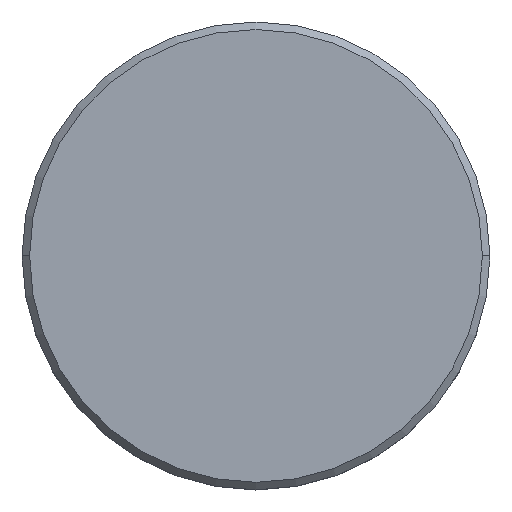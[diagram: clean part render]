
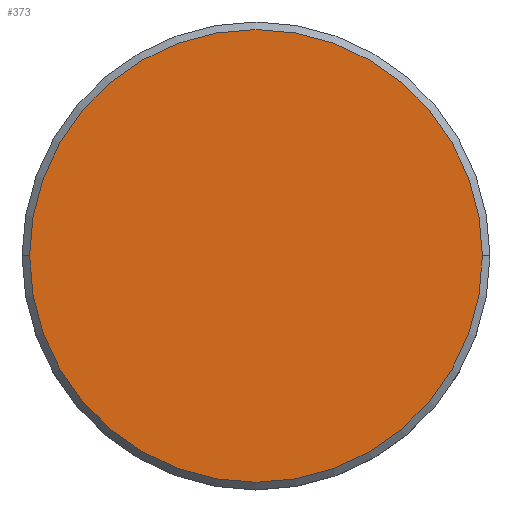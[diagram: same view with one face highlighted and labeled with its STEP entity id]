
A CAD part, top view. The second image highlights one B-rep face of the part: STEP entity #373.
In plain terms, the highlighted planar face has unit normal (0, 0, 1).
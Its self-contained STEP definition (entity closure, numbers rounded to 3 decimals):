
#69 = VERTEX_POINT ( 'NONE', #88 ) ;
#88 = CARTESIAN_POINT ( 'NONE',  ( -15., 0., 0. ) ) ;
#162 = DIRECTION ( 'NONE',  ( 0., 0., 1. ) ) ;
#261 = CARTESIAN_POINT ( 'NONE',  ( 0., 0., 0. ) ) ;
#310 = PLANE ( 'NONE',  #395 ) ;
#339 = EDGE_CURVE ( 'NONE', #69, #457, #527, .T. ) ;
#351 = EDGE_LOOP ( 'NONE', ( #637, #560 ) ) ;
#373 = ADVANCED_FACE ( 'NONE', ( #495 ), #310, .T. ) ;
#393 = DIRECTION ( 'NONE',  ( 0., 0., 1. ) ) ;
#395 = AXIS2_PLACEMENT_3D ( 'NONE', #479, #393, #1053 ) ;
#457 = VERTEX_POINT ( 'NONE', #808 ) ;
#479 = CARTESIAN_POINT ( 'NONE',  ( 0., 0., 0. ) ) ;
#495 = FACE_OUTER_BOUND ( 'NONE', #351, .T. ) ;
#527 = CIRCLE ( 'NONE', #1029, 15. ) ;
#559 = EDGE_CURVE ( 'NONE', #457, #69, #1141, .T. ) ;
#560 = ORIENTED_EDGE ( 'NONE', *, *, #559, .T. ) ;
#595 = CARTESIAN_POINT ( 'NONE',  ( 0., 0., 0. ) ) ;
#631 = AXIS2_PLACEMENT_3D ( 'NONE', #261, #162, #903 ) ;
#637 = ORIENTED_EDGE ( 'NONE', *, *, #339, .T. ) ;
#808 = CARTESIAN_POINT ( 'NONE',  ( 15., 0., 0. ) ) ;
#876 = DIRECTION ( 'NONE',  ( 0., 0., 1. ) ) ;
#903 = DIRECTION ( 'NONE',  ( 1., 0., 0. ) ) ;
#1029 = AXIS2_PLACEMENT_3D ( 'NONE', #595, #876, #1131 ) ;
#1053 = DIRECTION ( 'NONE',  ( 1., 0., 0. ) ) ;
#1131 = DIRECTION ( 'NONE',  ( 1., 0., 0. ) ) ;
#1141 = CIRCLE ( 'NONE', #631, 15. ) ;
